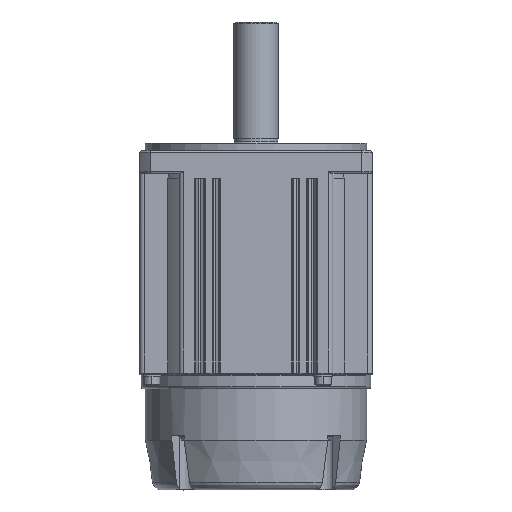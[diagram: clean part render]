
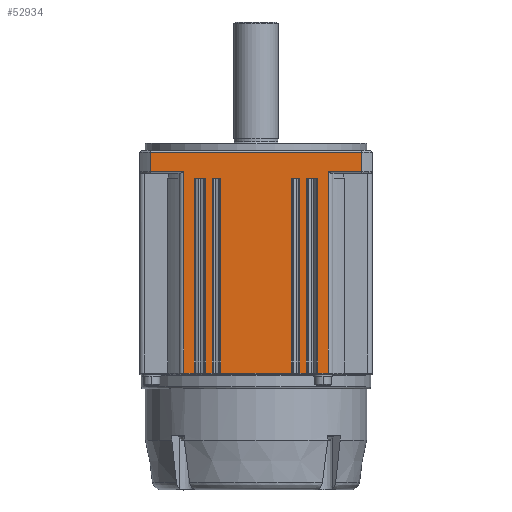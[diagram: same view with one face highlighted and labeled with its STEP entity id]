
A CAD part, left-side view. The second image highlights one B-rep face of the part: STEP entity #52934.
In plain terms, the highlighted planar face has unit normal (-1, 0, 0).
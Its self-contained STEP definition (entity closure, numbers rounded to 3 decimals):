
#48590=CARTESIAN_POINT('',(-50.,-18.864,-95.7));
#48591=VERTEX_POINT('',#48590);
#48601=CARTESIAN_POINT('',(-50.,-21.671,-95.7));
#48602=VERTEX_POINT('',#48601);
#48611=CARTESIAN_POINT('',(-50.,-18.864,-95.7));
#48612=DIRECTION('',(0.,-1.,0.));
#48613=VECTOR('',#48612,2.808);
#48614=LINE('',#48611,#48613);
#48615=EDGE_CURVE('',#48591,#48602,#48614,.T.);
#48763=CARTESIAN_POINT('',(-50.,-15.185,-95.7));
#48764=VERTEX_POINT('',#48763);
#48773=CARTESIAN_POINT('',(-50.,15.185,-95.7));
#48774=VERTEX_POINT('',#48773);
#48775=CARTESIAN_POINT('',(-50.,15.185,-95.7));
#48776=DIRECTION('',(0.,-1.,0.));
#48777=VECTOR('',#48776,30.371);
#48778=LINE('',#48775,#48777);
#48779=EDGE_CURVE('',#48774,#48764,#48778,.T.);
#48936=CARTESIAN_POINT('',(-50.,18.864,-95.7));
#48937=VERTEX_POINT('',#48936);
#48946=CARTESIAN_POINT('',(-50.,21.671,-95.7));
#48947=VERTEX_POINT('',#48946);
#48948=CARTESIAN_POINT('',(-50.,21.671,-95.7));
#48949=DIRECTION('',(0.,-1.,0.));
#48950=VECTOR('',#48949,2.808);
#48951=LINE('',#48948,#48950);
#48952=EDGE_CURVE('',#48947,#48937,#48951,.T.);
#49109=CARTESIAN_POINT('',(-50.,26.525,-95.7));
#49110=VERTEX_POINT('',#49109);
#49119=CARTESIAN_POINT('',(-50.,31.,-95.7));
#49120=VERTEX_POINT('',#49119);
#49121=CARTESIAN_POINT('',(-50.,31.,-95.7));
#49122=DIRECTION('',(0.,-1.,0.));
#49123=VECTOR('',#49122,4.475);
#49124=LINE('',#49121,#49123);
#49125=EDGE_CURVE('',#49120,#49110,#49124,.T.);
#52406=CARTESIAN_POINT('',(-50.,-31.,-95.7));
#52407=VERTEX_POINT('',#52406);
#52773=CARTESIAN_POINT('',(-50.,0.,-46.25));
#52774=DIRECTION('',(0.,0.,-1.));
#52775=DIRECTION('',(-1.,-0.,-0.));
#52776=AXIS2_PLACEMENT_3D('',#52773,#52775,#52774);
#52777=PLANE('',#52776);
#52778=CARTESIAN_POINT('',(-50.,-45.346,-1.));
#52779=VERTEX_POINT('',#52778);
#52780=CARTESIAN_POINT('',(-50.,45.346,-1.));
#52781=VERTEX_POINT('',#52780);
#52782=CARTESIAN_POINT('',(-50.,-45.346,-1.));
#52783=DIRECTION('',(0.,1.,0.));
#52784=VECTOR('',#52783,90.692);
#52785=LINE('',#52782,#52784);
#52786=EDGE_CURVE('',#52779,#52781,#52785,.T.);
#52787=ORIENTED_EDGE('',*,*,#52786,.T.);
#52788=CARTESIAN_POINT('',(-50.,45.346,-9.2));
#52789=VERTEX_POINT('',#52788);
#52790=CARTESIAN_POINT('',(-50.,45.346,-1.));
#52791=DIRECTION('',(0.,0.,-1.));
#52792=VECTOR('',#52791,8.2);
#52793=LINE('',#52790,#52792);
#52794=EDGE_CURVE('',#52781,#52789,#52793,.T.);
#52795=ORIENTED_EDGE('',*,*,#52794,.T.);
#52796=CARTESIAN_POINT('',(-50.,31.,-9.2));
#52797=VERTEX_POINT('',#52796);
#52798=CARTESIAN_POINT('',(-50.,45.346,-9.2));
#52799=DIRECTION('',(0.,-1.,0.));
#52800=VECTOR('',#52799,14.346);
#52801=LINE('',#52798,#52800);
#52802=EDGE_CURVE('',#52789,#52797,#52801,.T.);
#52803=ORIENTED_EDGE('',*,*,#52802,.T.);
#52804=CARTESIAN_POINT('',(-50.,31.,-95.7));
#52805=DIRECTION('',(0.,0.,1.));
#52806=VECTOR('',#52805,86.5);
#52807=LINE('',#52804,#52806);
#52808=EDGE_CURVE('',#49120,#52797,#52807,.T.);
#52809=ORIENTED_EDGE('',*,*,#52808,.F.);
#52810=ORIENTED_EDGE('',*,*,#49125,.T.);
#52811=CARTESIAN_POINT('',(-50.,26.525,-12.));
#52812=VERTEX_POINT('',#52811);
#52813=CARTESIAN_POINT('',(-50.,26.525,-95.7));
#52814=DIRECTION('',(0.,0.,1.));
#52815=VECTOR('',#52814,83.7);
#52816=LINE('',#52813,#52815);
#52817=EDGE_CURVE('',#49110,#52812,#52816,.T.);
#52818=ORIENTED_EDGE('',*,*,#52817,.T.);
#52819=CARTESIAN_POINT('',(-50.,21.671,-12.));
#52820=VERTEX_POINT('',#52819);
#52821=CARTESIAN_POINT('',(-50.,26.525,-12.));
#52822=DIRECTION('',(0.,-1.,0.));
#52823=VECTOR('',#52822,4.854);
#52824=LINE('',#52821,#52823);
#52825=EDGE_CURVE('',#52812,#52820,#52824,.T.);
#52826=ORIENTED_EDGE('',*,*,#52825,.T.);
#52827=CARTESIAN_POINT('',(-50.,21.671,-95.7));
#52828=DIRECTION('',(0.,0.,1.));
#52829=VECTOR('',#52828,83.7);
#52830=LINE('',#52827,#52829);
#52831=EDGE_CURVE('',#48947,#52820,#52830,.T.);
#52832=ORIENTED_EDGE('',*,*,#52831,.F.);
#52833=ORIENTED_EDGE('',*,*,#48952,.T.);
#52834=CARTESIAN_POINT('',(-50.,18.864,-12.));
#52835=VERTEX_POINT('',#52834);
#52836=CARTESIAN_POINT('',(-50.,18.864,-95.7));
#52837=DIRECTION('',(0.,0.,1.));
#52838=VECTOR('',#52837,83.7);
#52839=LINE('',#52836,#52838);
#52840=EDGE_CURVE('',#48937,#52835,#52839,.T.);
#52841=ORIENTED_EDGE('',*,*,#52840,.T.);
#52842=CARTESIAN_POINT('',(-50.,15.185,-12.));
#52843=VERTEX_POINT('',#52842);
#52844=CARTESIAN_POINT('',(-50.,18.864,-12.));
#52845=DIRECTION('',(0.,-1.,0.));
#52846=VECTOR('',#52845,3.678);
#52847=LINE('',#52844,#52846);
#52848=EDGE_CURVE('',#52835,#52843,#52847,.T.);
#52849=ORIENTED_EDGE('',*,*,#52848,.T.);
#52850=CARTESIAN_POINT('',(-50.,15.185,-95.7));
#52851=DIRECTION('',(0.,0.,1.));
#52852=VECTOR('',#52851,83.7);
#52853=LINE('',#52850,#52852);
#52854=EDGE_CURVE('',#48774,#52843,#52853,.T.);
#52855=ORIENTED_EDGE('',*,*,#52854,.F.);
#52856=ORIENTED_EDGE('',*,*,#48779,.T.);
#52857=CARTESIAN_POINT('',(-50.,-15.185,-12.));
#52858=VERTEX_POINT('',#52857);
#52859=CARTESIAN_POINT('',(-50.,-15.185,-95.7));
#52860=DIRECTION('',(0.,0.,1.));
#52861=VECTOR('',#52860,83.7);
#52862=LINE('',#52859,#52861);
#52863=EDGE_CURVE('',#48764,#52858,#52862,.T.);
#52864=ORIENTED_EDGE('',*,*,#52863,.T.);
#52865=CARTESIAN_POINT('',(-50.,-18.864,-12.));
#52866=VERTEX_POINT('',#52865);
#52867=CARTESIAN_POINT('',(-50.,-15.185,-12.));
#52868=DIRECTION('',(0.,-1.,0.));
#52869=VECTOR('',#52868,3.678);
#52870=LINE('',#52867,#52869);
#52871=EDGE_CURVE('',#52858,#52866,#52870,.T.);
#52872=ORIENTED_EDGE('',*,*,#52871,.T.);
#52873=CARTESIAN_POINT('',(-50.,-18.864,-95.7));
#52874=DIRECTION('',(0.,0.,1.));
#52875=VECTOR('',#52874,83.7);
#52876=LINE('',#52873,#52875);
#52877=EDGE_CURVE('',#48591,#52866,#52876,.T.);
#52878=ORIENTED_EDGE('',*,*,#52877,.F.);
#52879=ORIENTED_EDGE('',*,*,#48615,.T.);
#52880=CARTESIAN_POINT('',(-50.,-21.671,-12.));
#52881=VERTEX_POINT('',#52880);
#52882=CARTESIAN_POINT('',(-50.,-21.671,-95.7));
#52883=DIRECTION('',(0.,0.,1.));
#52884=VECTOR('',#52883,83.7);
#52885=LINE('',#52882,#52884);
#52886=EDGE_CURVE('',#48602,#52881,#52885,.T.);
#52887=ORIENTED_EDGE('',*,*,#52886,.T.);
#52888=CARTESIAN_POINT('',(-50.,-26.525,-12.));
#52889=VERTEX_POINT('',#52888);
#52890=CARTESIAN_POINT('',(-50.,-21.671,-12.));
#52891=DIRECTION('',(0.,-1.,0.));
#52892=VECTOR('',#52891,4.854);
#52893=LINE('',#52890,#52892);
#52894=EDGE_CURVE('',#52881,#52889,#52893,.T.);
#52895=ORIENTED_EDGE('',*,*,#52894,.T.);
#52896=CARTESIAN_POINT('',(-50.,-26.525,-95.7));
#52897=VERTEX_POINT('',#52896);
#52898=CARTESIAN_POINT('',(-50.,-26.525,-95.7));
#52899=DIRECTION('',(0.,0.,1.));
#52900=VECTOR('',#52899,83.7);
#52901=LINE('',#52898,#52900);
#52902=EDGE_CURVE('',#52897,#52889,#52901,.T.);
#52903=ORIENTED_EDGE('',*,*,#52902,.F.);
#52904=CARTESIAN_POINT('',(-50.,-26.525,-95.7));
#52905=DIRECTION('',(0.,-1.,0.));
#52906=VECTOR('',#52905,4.475);
#52907=LINE('',#52904,#52906);
#52908=EDGE_CURVE('',#52897,#52407,#52907,.T.);
#52909=ORIENTED_EDGE('',*,*,#52908,.T.);
#52910=CARTESIAN_POINT('',(-50.,-31.,-9.2));
#52911=VERTEX_POINT('',#52910);
#52912=CARTESIAN_POINT('',(-50.,-31.,-95.7));
#52913=DIRECTION('',(0.,0.,1.));
#52914=VECTOR('',#52913,86.5);
#52915=LINE('',#52912,#52914);
#52916=EDGE_CURVE('',#52407,#52911,#52915,.T.);
#52917=ORIENTED_EDGE('',*,*,#52916,.T.);
#52918=CARTESIAN_POINT('',(-50.,-45.346,-9.2));
#52919=VERTEX_POINT('',#52918);
#52920=CARTESIAN_POINT('',(-50.,-31.,-9.2));
#52921=DIRECTION('',(0.,-1.,0.));
#52922=VECTOR('',#52921,14.346);
#52923=LINE('',#52920,#52922);
#52924=EDGE_CURVE('',#52911,#52919,#52923,.T.);
#52925=ORIENTED_EDGE('',*,*,#52924,.T.);
#52926=CARTESIAN_POINT('',(-50.,-45.346,-9.2));
#52927=DIRECTION('',(0.,0.,1.));
#52928=VECTOR('',#52927,8.2);
#52929=LINE('',#52926,#52928);
#52930=EDGE_CURVE('',#52919,#52779,#52929,.T.);
#52931=ORIENTED_EDGE('',*,*,#52930,.T.);
#52932=EDGE_LOOP('',(#52787,#52795,#52803,#52809,#52810,#52818,#52826,#52832,#52833,#52841,#52849,#52855,#52856,#52864,#52872,#52878,#52879,#52887,#52895,#52903,#52909,#52917,#52925,#52931));
#52933=FACE_OUTER_BOUND('',#52932,.T.);
#52934=ADVANCED_FACE('',(#52933),#52777,.T.);
